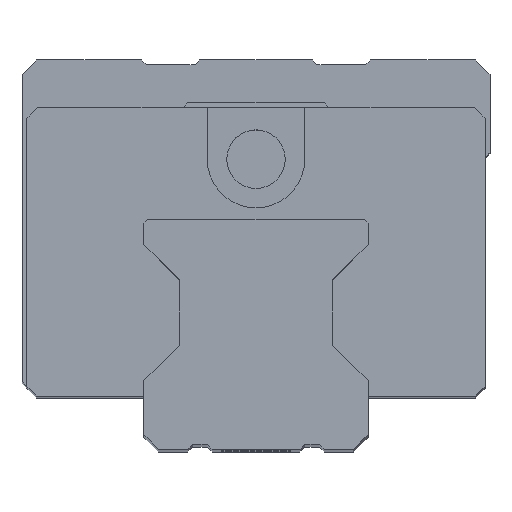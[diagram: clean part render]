
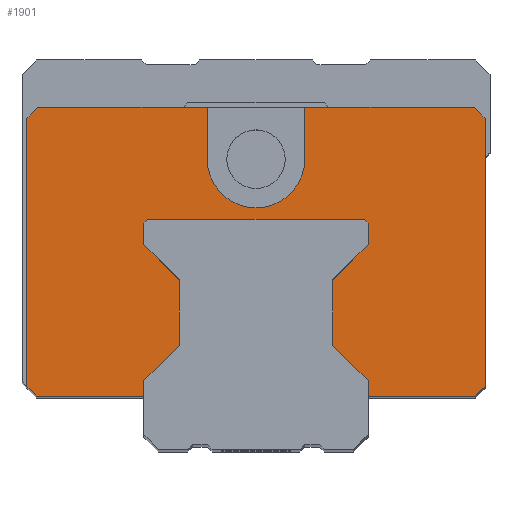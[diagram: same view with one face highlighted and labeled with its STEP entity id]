
A CAD part, top view. The second image highlights one B-rep face of the part: STEP entity #1901.
In plain terms, the highlighted planar face has unit normal (0, 0, 1).
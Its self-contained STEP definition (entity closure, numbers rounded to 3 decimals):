
#17=DIRECTION('',(0.,1.,0.));
#18=VECTOR('',#17,27.5);
#19=CARTESIAN_POINT('',(23.5,-29.5,57.2));
#20=LINE('',#19,#18);
#101=DIRECTION('',(0.,-1.,0.));
#102=VECTOR('',#101,5.3);
#103=CARTESIAN_POINT('',(-5.,-0.9,57.2));
#104=LINE('',#103,#102);
#105=CARTESIAN_POINT('',(0.,-6.2,57.2));
#106=DIRECTION('',(0.,0.,1.));
#107=DIRECTION('',(-1.,0.,0.));
#108=AXIS2_PLACEMENT_3D('',#105,#106,#107);
#110=DIRECTION('',(0.707,-0.707,0.));
#111=VECTOR('',#110,1.556);
#112=CARTESIAN_POINT('',(22.4,-0.9,57.2));
#113=LINE('',#112,#111);
#114=DIRECTION('',(-0.707,-0.707,0.));
#115=VECTOR('',#114,1.414);
#116=CARTESIAN_POINT('',(23.5,-29.5,57.2));
#117=LINE('',#116,#115);
#118=DIRECTION('',(-0.707,0.707,0.));
#119=VECTOR('',#118,5.162);
#120=CARTESIAN_POINT('',(11.5,-28.957,57.2));
#121=LINE('',#120,#119);
#122=DIRECTION('',(0.707,0.707,0.));
#123=VECTOR('',#122,5.162);
#124=CARTESIAN_POINT('',(7.85,-18.632,57.2));
#125=LINE('',#124,#123);
#126=DIRECTION('',(-0.707,0.707,0.));
#127=VECTOR('',#126,0.566);
#128=CARTESIAN_POINT('',(11.5,-12.8,57.2));
#129=LINE('',#128,#127);
#130=DIRECTION('',(-0.707,-0.707,0.));
#131=VECTOR('',#130,0.566);
#132=CARTESIAN_POINT('',(-11.1,-12.4,57.2));
#133=LINE('',#132,#131);
#134=DIRECTION('',(0.707,-0.707,0.));
#135=VECTOR('',#134,5.162);
#136=CARTESIAN_POINT('',(-11.5,-14.982,57.2));
#137=LINE('',#136,#135);
#138=DIRECTION('',(-0.707,-0.707,0.));
#139=VECTOR('',#138,5.162);
#140=CARTESIAN_POINT('',(-7.85,-25.307,57.2));
#141=LINE('',#140,#139);
#142=DIRECTION('',(-0.707,0.707,0.));
#143=VECTOR('',#142,1.414);
#144=CARTESIAN_POINT('',(-22.5,-30.5,57.2));
#145=LINE('',#144,#143);
#146=DIRECTION('',(0.707,0.707,0.));
#147=VECTOR('',#146,1.556);
#148=CARTESIAN_POINT('',(-23.5,-2.,57.2));
#149=LINE('',#148,#147);
#170=DIRECTION('',(-1.,0.,0.));
#171=VECTOR('',#170,17.4);
#172=CARTESIAN_POINT('',(22.4,-0.9,57.2));
#173=LINE('',#172,#171);
#178=DIRECTION('',(-1.,0.,0.));
#179=VECTOR('',#178,17.4);
#180=CARTESIAN_POINT('',(-5.,-0.9,57.2));
#181=LINE('',#180,#179);
#274=DIRECTION('',(0.,-1.,0.));
#275=VECTOR('',#274,5.3);
#276=CARTESIAN_POINT('',(5.,-0.9,57.2));
#277=LINE('',#276,#275);
#339=DIRECTION('',(0.,-1.,0.));
#340=VECTOR('',#339,27.5);
#341=CARTESIAN_POINT('',(-23.5,-2.,57.2));
#342=LINE('',#341,#340);
#1117=DIRECTION('',(1.,0.,0.));
#1118=VECTOR('',#1117,11.);
#1119=CARTESIAN_POINT('',(-22.5,-30.5,57.2));
#1120=LINE('',#1119,#1118);
#1129=DIRECTION('',(0.,1.,0.));
#1130=VECTOR('',#1129,1.543);
#1131=CARTESIAN_POINT('',(-11.5,-30.5,57.2));
#1132=LINE('',#1131,#1130);
#1145=DIRECTION('',(0.,1.,0.));
#1146=VECTOR('',#1145,6.675);
#1147=CARTESIAN_POINT('',(-7.85,-25.307,57.2));
#1148=LINE('',#1147,#1146);
#1161=DIRECTION('',(0.,1.,0.));
#1162=VECTOR('',#1161,2.182);
#1163=CARTESIAN_POINT('',(-11.5,-14.982,57.2));
#1164=LINE('',#1163,#1162);
#1177=DIRECTION('',(1.,0.,0.));
#1178=VECTOR('',#1177,22.2);
#1179=CARTESIAN_POINT('',(-11.1,-12.4,57.2));
#1180=LINE('',#1179,#1178);
#1193=DIRECTION('',(0.,-1.,0.));
#1194=VECTOR('',#1193,2.182);
#1195=CARTESIAN_POINT('',(11.5,-12.8,57.2));
#1196=LINE('',#1195,#1194);
#1209=DIRECTION('',(0.,-1.,0.));
#1210=VECTOR('',#1209,6.675);
#1211=CARTESIAN_POINT('',(7.85,-18.632,57.2));
#1212=LINE('',#1211,#1210);
#1225=DIRECTION('',(0.,-1.,0.));
#1226=VECTOR('',#1225,1.543);
#1227=CARTESIAN_POINT('',(11.5,-28.957,57.2));
#1228=LINE('',#1227,#1226);
#1237=DIRECTION('',(1.,0.,0.));
#1238=VECTOR('',#1237,11.);
#1239=CARTESIAN_POINT('',(11.5,-30.5,57.2));
#1240=LINE('',#1239,#1238);
#1327=CARTESIAN_POINT('',(23.5,-29.5,57.2));
#1328=VERTEX_POINT('',#1327);
#1329=CARTESIAN_POINT('',(23.5,-2.,57.2));
#1330=VERTEX_POINT('',#1329);
#1387=CARTESIAN_POINT('',(22.4,-0.9,57.2));
#1388=VERTEX_POINT('',#1387);
#1389=CARTESIAN_POINT('',(-5.,-0.9,57.2));
#1390=CARTESIAN_POINT('',(-5.,-6.2,57.2));
#1391=VERTEX_POINT('',#1389);
#1392=VERTEX_POINT('',#1390);
#1393=CARTESIAN_POINT('',(5.,-6.2,57.2));
#1394=VERTEX_POINT('',#1393);
#1395=CARTESIAN_POINT('',(5.,-0.9,57.2));
#1396=VERTEX_POINT('',#1395);
#1397=CARTESIAN_POINT('',(22.5,-30.5,57.2));
#1398=VERTEX_POINT('',#1397);
#1399=CARTESIAN_POINT('',(11.5,-30.5,57.2));
#1400=VERTEX_POINT('',#1399);
#1401=CARTESIAN_POINT('',(11.5,-28.957,57.2));
#1402=VERTEX_POINT('',#1401);
#1403=CARTESIAN_POINT('',(7.85,-25.307,57.2));
#1404=VERTEX_POINT('',#1403);
#1405=CARTESIAN_POINT('',(7.85,-18.632,57.2));
#1406=VERTEX_POINT('',#1405);
#1407=CARTESIAN_POINT('',(11.5,-14.982,57.2));
#1408=VERTEX_POINT('',#1407);
#1409=CARTESIAN_POINT('',(11.5,-12.8,57.2));
#1410=VERTEX_POINT('',#1409);
#1411=CARTESIAN_POINT('',(11.1,-12.4,57.2));
#1412=VERTEX_POINT('',#1411);
#1413=CARTESIAN_POINT('',(-11.1,-12.4,57.2));
#1414=VERTEX_POINT('',#1413);
#1415=CARTESIAN_POINT('',(-11.5,-12.8,57.2));
#1416=VERTEX_POINT('',#1415);
#1417=CARTESIAN_POINT('',(-11.5,-14.982,57.2));
#1418=VERTEX_POINT('',#1417);
#1419=CARTESIAN_POINT('',(-7.85,-18.632,57.2));
#1420=VERTEX_POINT('',#1419);
#1421=CARTESIAN_POINT('',(-7.85,-25.307,57.2));
#1422=VERTEX_POINT('',#1421);
#1423=CARTESIAN_POINT('',(-11.5,-28.957,57.2));
#1424=VERTEX_POINT('',#1423);
#1425=CARTESIAN_POINT('',(-11.5,-30.5,57.2));
#1426=VERTEX_POINT('',#1425);
#1427=CARTESIAN_POINT('',(-22.5,-30.5,57.2));
#1428=VERTEX_POINT('',#1427);
#1429=CARTESIAN_POINT('',(-23.5,-29.5,57.2));
#1430=VERTEX_POINT('',#1429);
#1431=CARTESIAN_POINT('',(-23.5,-2.,57.2));
#1432=VERTEX_POINT('',#1431);
#1433=CARTESIAN_POINT('',(-22.4,-0.9,57.2));
#1434=VERTEX_POINT('',#1433);
#1844=CARTESIAN_POINT('',(7.,-0.4,57.2));
#1845=DIRECTION('',(0.,0.,1.));
#1846=DIRECTION('',(1.,0.,0.));
#1847=AXIS2_PLACEMENT_3D('',#1844,#1845,#1846);
#1848=PLANE('',#1847);
#1850=ORIENTED_EDGE('',*,*,#1849,.T.);
#1852=ORIENTED_EDGE('',*,*,#1851,.T.);
#1854=ORIENTED_EDGE('',*,*,#1853,.F.);
#1856=ORIENTED_EDGE('',*,*,#1855,.F.);
#1857=ORIENTED_EDGE('',*,*,#1837,.T.);
#1858=ORIENTED_EDGE('',*,*,#1740,.F.);
#1860=ORIENTED_EDGE('',*,*,#1859,.T.);
#1862=ORIENTED_EDGE('',*,*,#1861,.F.);
#1864=ORIENTED_EDGE('',*,*,#1863,.F.);
#1866=ORIENTED_EDGE('',*,*,#1865,.T.);
#1868=ORIENTED_EDGE('',*,*,#1867,.F.);
#1870=ORIENTED_EDGE('',*,*,#1869,.T.);
#1872=ORIENTED_EDGE('',*,*,#1871,.F.);
#1874=ORIENTED_EDGE('',*,*,#1873,.T.);
#1876=ORIENTED_EDGE('',*,*,#1875,.F.);
#1878=ORIENTED_EDGE('',*,*,#1877,.T.);
#1880=ORIENTED_EDGE('',*,*,#1879,.F.);
#1882=ORIENTED_EDGE('',*,*,#1881,.T.);
#1884=ORIENTED_EDGE('',*,*,#1883,.F.);
#1886=ORIENTED_EDGE('',*,*,#1885,.T.);
#1888=ORIENTED_EDGE('',*,*,#1887,.F.);
#1890=ORIENTED_EDGE('',*,*,#1889,.F.);
#1892=ORIENTED_EDGE('',*,*,#1891,.T.);
#1894=ORIENTED_EDGE('',*,*,#1893,.F.);
#1896=ORIENTED_EDGE('',*,*,#1895,.T.);
#1898=ORIENTED_EDGE('',*,*,#1897,.F.);
#1899=EDGE_LOOP('',(#1850,#1852,#1854,#1856,#1857,#1858,#1860,#1862,#1864,#1866,
#1868,#1870,#1872,#1874,#1876,#1878,#1880,#1882,#1884,#1886,#1888,#1890,#1892,
#1894,#1896,#1898));
#1900=FACE_OUTER_BOUND('',#1899,.F.);
#1901=ADVANCED_FACE('',(#1900),#1848,.T.);
#109=CIRCLE('',#108,5.);
#1740=EDGE_CURVE('',#1328,#1330,#20,.T.);
#1837=EDGE_CURVE('',#1388,#1330,#113,.T.);
#1849=EDGE_CURVE('',#1391,#1392,#104,.T.);
#1851=EDGE_CURVE('',#1392,#1394,#109,.T.);
#1853=EDGE_CURVE('',#1396,#1394,#277,.T.);
#1855=EDGE_CURVE('',#1388,#1396,#173,.T.);
#1859=EDGE_CURVE('',#1328,#1398,#117,.T.);
#1861=EDGE_CURVE('',#1400,#1398,#1240,.T.);
#1863=EDGE_CURVE('',#1402,#1400,#1228,.T.);
#1865=EDGE_CURVE('',#1402,#1404,#121,.T.);
#1867=EDGE_CURVE('',#1406,#1404,#1212,.T.);
#1869=EDGE_CURVE('',#1406,#1408,#125,.T.);
#1871=EDGE_CURVE('',#1410,#1408,#1196,.T.);
#1873=EDGE_CURVE('',#1410,#1412,#129,.T.);
#1875=EDGE_CURVE('',#1414,#1412,#1180,.T.);
#1877=EDGE_CURVE('',#1414,#1416,#133,.T.);
#1879=EDGE_CURVE('',#1418,#1416,#1164,.T.);
#1881=EDGE_CURVE('',#1418,#1420,#137,.T.);
#1883=EDGE_CURVE('',#1422,#1420,#1148,.T.);
#1885=EDGE_CURVE('',#1422,#1424,#141,.T.);
#1887=EDGE_CURVE('',#1426,#1424,#1132,.T.);
#1889=EDGE_CURVE('',#1428,#1426,#1120,.T.);
#1891=EDGE_CURVE('',#1428,#1430,#145,.T.);
#1893=EDGE_CURVE('',#1432,#1430,#342,.T.);
#1895=EDGE_CURVE('',#1432,#1434,#149,.T.);
#1897=EDGE_CURVE('',#1391,#1434,#181,.T.);
